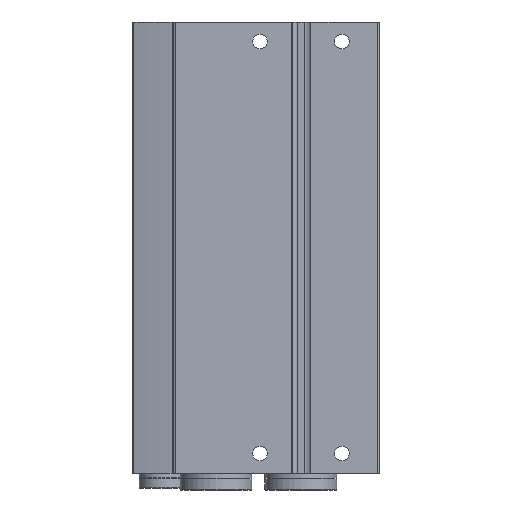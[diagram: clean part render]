
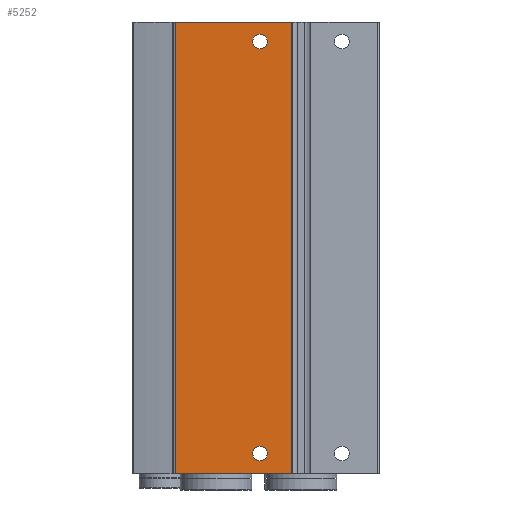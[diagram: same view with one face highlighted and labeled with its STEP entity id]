
A CAD part, front view. The second image highlights one B-rep face of the part: STEP entity #5252.
In plain terms, the highlighted planar face has unit normal (0, -1, 0).
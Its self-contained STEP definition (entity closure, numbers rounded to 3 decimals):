
#213=PLANE('',#5690);
#395=CIRCLE('',#5691,2.25);
#396=CIRCLE('',#5692,2.25);
#764=ORIENTED_EDGE('',*,*,#2122,.F.);
#765=ORIENTED_EDGE('',*,*,#2123,.F.);
#766=ORIENTED_EDGE('',*,*,#2124,.F.);
#767=ORIENTED_EDGE('',*,*,#2121,.F.);
#768=ORIENTED_EDGE('',*,*,#2125,.T.);
#769=ORIENTED_EDGE('',*,*,#2126,.T.);
#2121=EDGE_CURVE('',#2797,#2796,#3297,.T.);
#2122=EDGE_CURVE('',#2798,#2798,#395,.T.);
#2123=EDGE_CURVE('',#2799,#2799,#396,.T.);
#2124=EDGE_CURVE('',#2796,#2800,#3298,.T.);
#2125=EDGE_CURVE('',#2797,#2801,#3299,.T.);
#2126=EDGE_CURVE('',#2801,#2800,#3300,.T.);
#2796=VERTEX_POINT('',#8317);
#2797=VERTEX_POINT('',#8319);
#2798=VERTEX_POINT('',#8323);
#2799=VERTEX_POINT('',#8325);
#2800=VERTEX_POINT('',#8327);
#2801=VERTEX_POINT('',#8329);
#3297=LINE('',#8320,#3653);
#3298=LINE('',#8326,#3654);
#3299=LINE('',#8328,#3655);
#3300=LINE('',#8330,#3656);
#3653=VECTOR('',#6405,1000.);
#3654=VECTOR('',#6412,1000.);
#3655=VECTOR('',#6413,1000.);
#3656=VECTOR('',#6414,1000.);
#4016=EDGE_LOOP('',(#764));
#4017=EDGE_LOOP('',(#765));
#4018=EDGE_LOOP('',(#766,#767,#768,#769));
#4580=FACE_BOUND('',#4016,.T.);
#4581=FACE_BOUND('',#4017,.T.);
#4582=FACE_BOUND('',#4018,.T.);
#5252=ADVANCED_FACE('',(#4580,#4581,#4582),#213,.T.);
#5690=AXIS2_PLACEMENT_3D('',#8321,#6406,#6407);
#5691=AXIS2_PLACEMENT_3D('',#8322,#6408,#6409);
#5692=AXIS2_PLACEMENT_3D('',#8324,#6410,#6411);
#6405=DIRECTION('',(0.,0.,1.));
#6406=DIRECTION('',(0.,-1.,0.));
#6407=DIRECTION('',(0.,0.,-1.));
#6408=DIRECTION('',(0.,-1.,0.));
#6409=DIRECTION('',(0.,0.,-1.));
#6410=DIRECTION('',(0.,-1.,0.));
#6411=DIRECTION('',(0.,0.,-1.));
#6412=DIRECTION('',(1.,0.,0.));
#6413=DIRECTION('',(1.,0.,0.));
#6414=DIRECTION('',(0.,0.,1.));
#8317=CARTESIAN_POINT('',(-38.5,0.,0.));
#8319=CARTESIAN_POINT('',(-38.5,0.,-138.));
#8320=CARTESIAN_POINT('',(-38.5,0.,-138.));
#8321=CARTESIAN_POINT('',(-38.5,0.,-138.));
#8322=CARTESIAN_POINT('',(-12.5,0.,-132.));
#8323=CARTESIAN_POINT('',(-12.5,0.,-134.25));
#8324=CARTESIAN_POINT('',(-12.5,0.,-6.));
#8325=CARTESIAN_POINT('',(-12.5,0.,-8.25));
#8326=CARTESIAN_POINT('',(-38.5,0.,0.));
#8327=CARTESIAN_POINT('',(-3.,0.,0.));
#8328=CARTESIAN_POINT('',(-38.5,0.,-138.));
#8329=CARTESIAN_POINT('',(-3.,0.,-138.));
#8330=CARTESIAN_POINT('',(-3.,0.,-138.));
